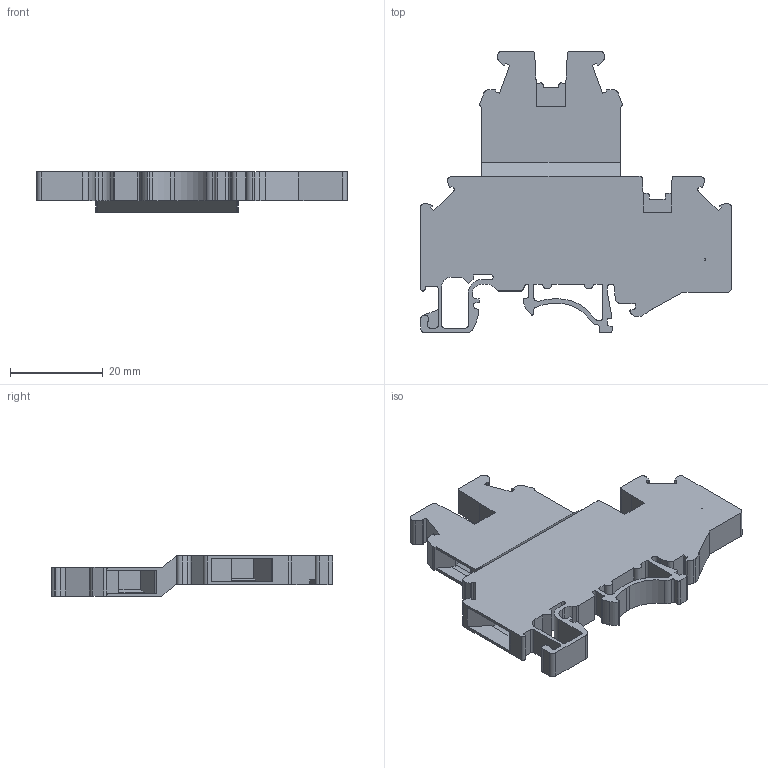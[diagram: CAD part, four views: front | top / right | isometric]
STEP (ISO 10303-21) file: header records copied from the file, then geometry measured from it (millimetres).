
FILE_DESCRIPTION(('STEP AP203'), '1');
FILE_NAME('MTU-D4L_3D', '2024-09-03T08:38:59', (' '), (' '), 'C3D Converter', 'C3D Toolkit', '');
FILE_SCHEMA(('CONFIG_CONTROL_DESIGN'));
Length unit declared in the file: millimetre
Bounding box: 67.2 x 60.8 x 8.7 mm (x, y, z)
Volume: 13087.8 mm3; surface area: 8383.2 mm2
Topology: 1 solids, 2 shells, 328 faces, 944 edges, 631 vertices
Faces by surface type: plane 197, cylinder 111, torus 12, cone 8
Full cylindrical faces by diameter (mm): 2.3 x4, 2.6 x4, 3.8 x4, 4 x4
Entity records: 14008 total; most frequent: CARTESIAN_POINT 2653, ORIENTED_EDGE 1830, DIRECTION 1805, EDGE_CURVE 915, VERTEX_POINT 630, LINE 615, VECTOR 615, AXIS2_PLACEMENT_3D 595
